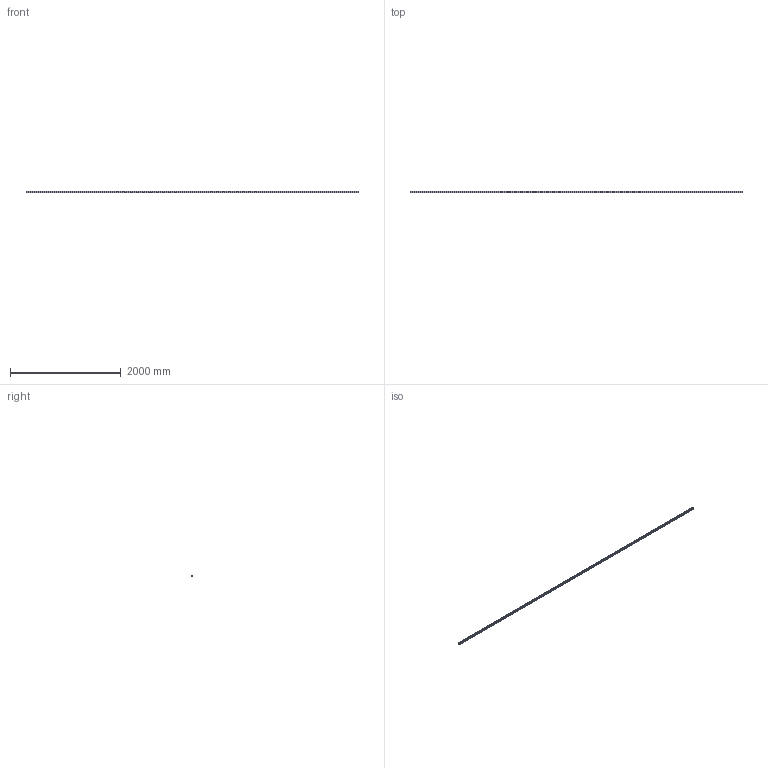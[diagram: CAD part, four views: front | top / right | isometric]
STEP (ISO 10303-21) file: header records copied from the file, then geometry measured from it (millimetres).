
FILE_DESCRIPTION (( 'STEP AP214' ), '1' );
FILE_NAME ('201013 Profil 30x30 3N Nut 8.STEP', '2019-01-21T07:50:58', ( '' ), ( '' ), 'SwSTEP 2.0', 'SolidWorks 2017', '' );
FILE_SCHEMA (( 'AUTOMOTIVE_DESIGN' ));
Length unit declared in the file: millimetre
Products named in the file (1): 201013 Profil 30x30 3N Nut 8
Bounding box: 6000 x 30 x 30 mm (x, y, z)
Volume: 2002345.8 mm3; surface area: 2061961.4 mm2
Topology: 1 solids, 1 shells, 151 faces, 447 edges, 298 vertices
Faces by surface type: plane 90, cylinder 61
Entity records: 5121 total; most frequent: CARTESIAN_POINT 897, ORIENTED_EDGE 894, DIRECTION 873, EDGE_CURVE 447, LINE 325, VECTOR 325, VERTEX_POINT 298, AXIS2_PLACEMENT_3D 274
